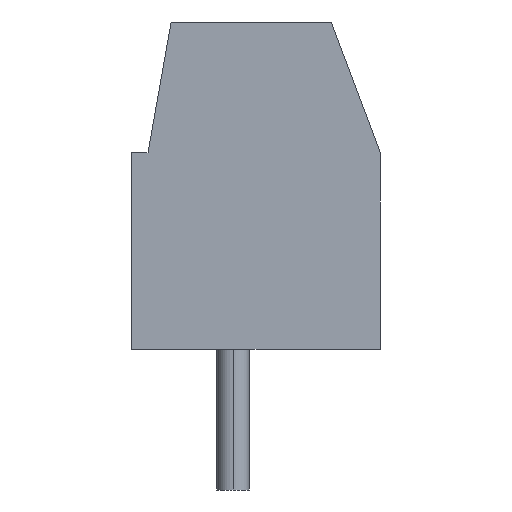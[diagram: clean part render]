
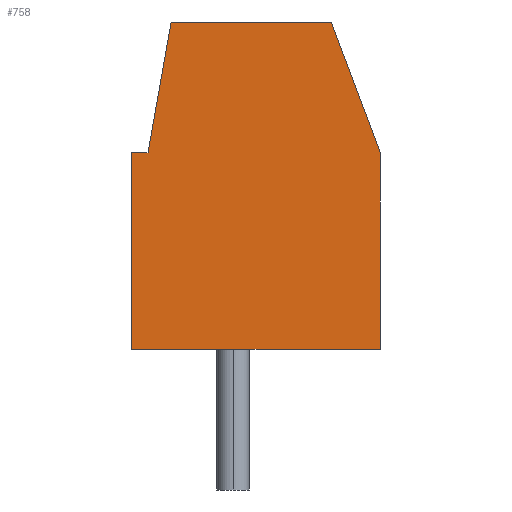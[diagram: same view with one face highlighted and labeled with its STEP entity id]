
A CAD part, left-side view. The second image highlights one B-rep face of the part: STEP entity #758.
In plain terms, the highlighted planar face has unit normal (-1, 0, 0).
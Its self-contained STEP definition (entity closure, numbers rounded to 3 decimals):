
#429=CARTESIAN_POINT('',(-5.,-3.8,0.));
#430=VERTEX_POINT('',#429);
#431=CARTESIAN_POINT('',(-5.,3.8,0.));
#432=VERTEX_POINT('',#431);
#433=CARTESIAN_POINT('',(-5.,-3.8,0.));
#434=DIRECTION('',(0.,1.,0.));
#435=VECTOR('',#434,7.6);
#436=LINE('',#433,#435);
#437=EDGE_CURVE('',#430,#432,#436,.T.);
#537=CARTESIAN_POINT('',(-5.,3.8,6.));
#538=VERTEX_POINT('',#537);
#539=CARTESIAN_POINT('',(-5.,3.8,0.));
#540=DIRECTION('',(0.,0.,1.));
#541=VECTOR('',#540,6.);
#542=LINE('',#539,#541);
#543=EDGE_CURVE('',#432,#538,#542,.T.);
#568=CARTESIAN_POINT('',(-5.,3.3,6.));
#569=VERTEX_POINT('',#568);
#570=CARTESIAN_POINT('',(-5.,3.8,6.));
#571=DIRECTION('',(0.,-1.,-0.));
#572=VECTOR('',#571,0.5);
#573=LINE('',#570,#572);
#574=EDGE_CURVE('',#538,#569,#573,.T.);
#599=CARTESIAN_POINT('',(-5.,2.595,10.));
#600=VERTEX_POINT('',#599);
#601=CARTESIAN_POINT('',(-5.,3.3,6.));
#602=DIRECTION('',(0.,-0.174,0.985));
#603=VECTOR('',#602,4.062);
#604=LINE('',#601,#603);
#605=EDGE_CURVE('',#569,#600,#604,.T.);
#650=CARTESIAN_POINT('',(-5.,-2.3,10.));
#651=VERTEX_POINT('',#650);
#652=CARTESIAN_POINT('',(-5.,2.595,10.));
#653=DIRECTION('',(0.,-1.,0.));
#654=VECTOR('',#653,4.895);
#655=LINE('',#652,#654);
#656=EDGE_CURVE('',#600,#651,#655,.T.);
#681=CARTESIAN_POINT('',(-5.,-3.8,6.));
#682=VERTEX_POINT('',#681);
#683=CARTESIAN_POINT('',(-5.,-2.3,10.));
#684=DIRECTION('',(0.,-0.351,-0.936));
#685=VECTOR('',#684,4.272);
#686=LINE('',#683,#685);
#687=EDGE_CURVE('',#651,#682,#686,.T.);
#712=CARTESIAN_POINT('',(-5.,-3.8,6.));
#713=DIRECTION('',(0.,0.,-1.));
#714=VECTOR('',#713,6.);
#715=LINE('',#712,#714);
#716=EDGE_CURVE('',#682,#430,#715,.T.);
#744=CARTESIAN_POINT('',(-5.,0.,0.));
#745=DIRECTION('',(1.,0.,0.));
#746=DIRECTION('',(0.,1.,0.));
#747=AXIS2_PLACEMENT_3D('',#744,#745,#746);
#748=PLANE('',#747);
#749=ORIENTED_EDGE('',*,*,#437,.F.);
#750=ORIENTED_EDGE('',*,*,#716,.F.);
#751=ORIENTED_EDGE('',*,*,#687,.F.);
#752=ORIENTED_EDGE('',*,*,#656,.F.);
#753=ORIENTED_EDGE('',*,*,#605,.F.);
#754=ORIENTED_EDGE('',*,*,#574,.F.);
#755=ORIENTED_EDGE('',*,*,#543,.F.);
#756=EDGE_LOOP('',(#749,#750,#751,#752,#753,#754,#755));
#757=FACE_BOUND('',#756,.T.);
#758=ADVANCED_FACE('',(#757),#748,.F.);
